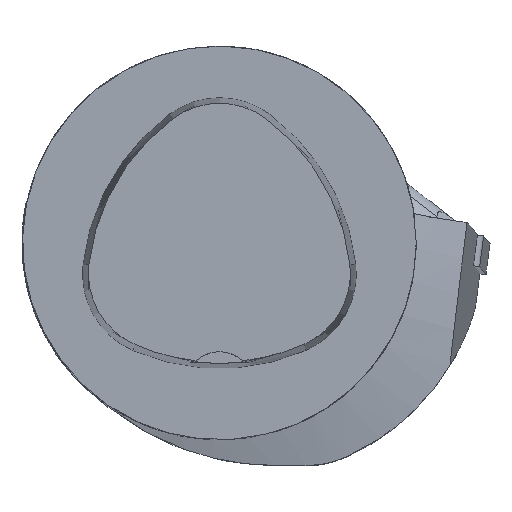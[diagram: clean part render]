
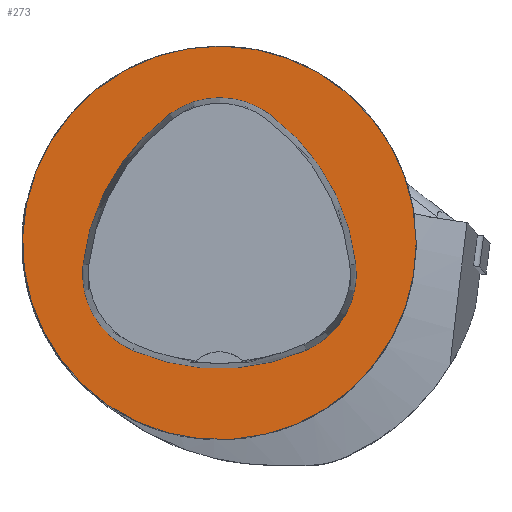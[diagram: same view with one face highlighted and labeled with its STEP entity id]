
A CAD part, top view. The second image highlights one B-rep face of the part: STEP entity #273.
In plain terms, the highlighted planar face has unit normal (0, 0, 1).
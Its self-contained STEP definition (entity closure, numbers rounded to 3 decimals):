
#273=ADVANCED_FACE('',(#684,#685),#348,.T.);
#348=PLANE('',#1867);
#684=FACE_BOUND('',#730,.T.);
#685=FACE_BOUND('',#731,.T.);
#730=EDGE_LOOP('',(#995,#996,#997,#998,#999,#1000));
#731=EDGE_LOOP('',(#1001));
#995=ORIENTED_EDGE('',*,*,#1558,.F.);
#996=ORIENTED_EDGE('',*,*,#1553,.F.);
#997=ORIENTED_EDGE('',*,*,#1548,.F.);
#998=ORIENTED_EDGE('',*,*,#1545,.F.);
#999=ORIENTED_EDGE('',*,*,#1542,.F.);
#1000=ORIENTED_EDGE('',*,*,#1538,.F.);
#1001=ORIENTED_EDGE('',*,*,#1522,.T.);
#1344=VERTEX_POINT('',#2751);
#1358=VERTEX_POINT('',#2805);
#1359=VERTEX_POINT('',#2806);
#1362=VERTEX_POINT('',#2814);
#1364=VERTEX_POINT('',#2820);
#1366=VERTEX_POINT('',#2826);
#1370=VERTEX_POINT('',#2839);
#1522=EDGE_CURVE('',#1344,#1344,#1669,.T.);
#1538=EDGE_CURVE('',#1358,#1359,#1671,.T.);
#1542=EDGE_CURVE('',#1359,#1362,#1673,.T.);
#1545=EDGE_CURVE('',#1362,#1364,#1675,.T.);
#1548=EDGE_CURVE('',#1364,#1366,#1677,.T.);
#1553=EDGE_CURVE('',#1366,#1370,#1680,.T.);
#1558=EDGE_CURVE('',#1370,#1358,#1683,.T.);
#1669=CIRCLE('',#1837,40.);
#1671=CIRCLE('',#1845,44.);
#1673=CIRCLE('',#1848,17.);
#1675=CIRCLE('',#1851,44.);
#1677=CIRCLE('',#1854,17.);
#1680=CIRCLE('',#1858,44.);
#1683=CIRCLE('',#1862,17.);
#1837=AXIS2_PLACEMENT_3D('',#2750,#2134,#2135);
#1845=AXIS2_PLACEMENT_3D('',#2804,#2154,#2155);
#1848=AXIS2_PLACEMENT_3D('',#2813,#2162,#2163);
#1851=AXIS2_PLACEMENT_3D('',#2819,#2169,#2170);
#1854=AXIS2_PLACEMENT_3D('',#2825,#2176,#2177);
#1858=AXIS2_PLACEMENT_3D('',#2838,#2185,#2186);
#1862=AXIS2_PLACEMENT_3D('',#2851,#2194,#2195);
#1867=AXIS2_PLACEMENT_3D('',#2856,#2204,#2205);
#2134=DIRECTION('',(0.,0.,1.));
#2135=DIRECTION('',(1.,0.,0.));
#2154=DIRECTION('',(0.,0.,1.));
#2155=DIRECTION('',(1.,0.,0.));
#2162=DIRECTION('',(0.,0.,1.));
#2163=DIRECTION('',(1.,0.,0.));
#2169=DIRECTION('',(0.,0.,1.));
#2170=DIRECTION('',(1.,0.,0.));
#2176=DIRECTION('',(0.,0.,1.));
#2177=DIRECTION('',(1.,0.,0.));
#2185=DIRECTION('',(0.,0.,1.));
#2186=DIRECTION('',(1.,0.,0.));
#2194=DIRECTION('',(0.,0.,1.));
#2195=DIRECTION('',(1.,0.,0.));
#2204=DIRECTION('',(0.,0.,1.));
#2205=DIRECTION('',(-1.,0.,0.));
#2750=CARTESIAN_POINT('',(0.,0.,0.));
#2751=CARTESIAN_POINT('',(40.,0.,0.));
#2804=CARTESIAN_POINT('',(-16.01,-9.224,0.));
#2805=CARTESIAN_POINT('',(27.722,-4.378,0.));
#2806=CARTESIAN_POINT('',(10.119,26.178,0.));
#2813=CARTESIAN_POINT('',(0.023,12.5,0.));
#2814=CARTESIAN_POINT('',(-10.049,26.194,0.));
#2819=CARTESIAN_POINT('',(16.021,-9.25,0.));
#2820=CARTESIAN_POINT('',(-27.71,-4.394,0.));
#2825=CARTESIAN_POINT('',(-10.814,-6.27,0.));
#2826=CARTESIAN_POINT('',(-17.611,-21.852,0.));
#2838=CARTESIAN_POINT('',(-0.017,18.477,0.));
#2839=CARTESIAN_POINT('',(17.652,-21.819,0.));
#2851=CARTESIAN_POINT('',(10.825,-6.25,0.));
#2856=CARTESIAN_POINT('',(0.,0.,0.));
